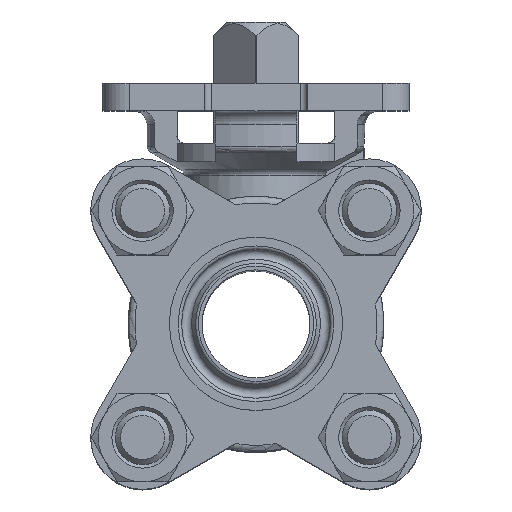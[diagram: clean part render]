
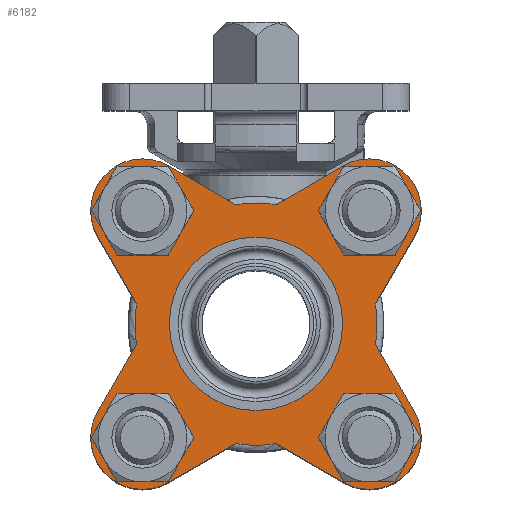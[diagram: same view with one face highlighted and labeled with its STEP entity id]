
A CAD part, top view. The second image highlights one B-rep face of the part: STEP entity #6182.
In plain terms, the highlighted planar face has unit normal (0, 0, 1).
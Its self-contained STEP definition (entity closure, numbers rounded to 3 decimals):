
#137=LINE('',#10620,#406);
#138=LINE('',#10624,#407);
#139=LINE('',#10625,#408);
#140=LINE('',#10629,#409);
#141=LINE('',#10630,#410);
#142=LINE('',#10634,#411);
#143=LINE('',#10635,#412);
#144=LINE('',#10639,#413);
#406=VECTOR('',#8002,1000.);
#407=VECTOR('',#8005,1000.);
#408=VECTOR('',#8006,1000.);
#409=VECTOR('',#8009,1000.);
#410=VECTOR('',#8010,1000.);
#411=VECTOR('',#8013,1000.);
#412=VECTOR('',#8014,1000.);
#413=VECTOR('',#8017,1000.);
#624=PLANE('',#6796);
#1740=ORIENTED_EDGE('',*,*,#3501,.F.);
#1741=ORIENTED_EDGE('',*,*,#3502,.F.);
#1742=ORIENTED_EDGE('',*,*,#3503,.F.);
#1743=ORIENTED_EDGE('',*,*,#3504,.F.);
#1744=ORIENTED_EDGE('',*,*,#3505,.F.);
#1745=ORIENTED_EDGE('',*,*,#3506,.T.);
#1746=ORIENTED_EDGE('',*,*,#3507,.T.);
#1747=ORIENTED_EDGE('',*,*,#3508,.T.);
#1748=ORIENTED_EDGE('',*,*,#3249,.F.);
#1749=ORIENTED_EDGE('',*,*,#3509,.T.);
#1750=ORIENTED_EDGE('',*,*,#3510,.T.);
#1751=ORIENTED_EDGE('',*,*,#3511,.T.);
#1752=ORIENTED_EDGE('',*,*,#3255,.F.);
#1753=ORIENTED_EDGE('',*,*,#3512,.T.);
#1754=ORIENTED_EDGE('',*,*,#3513,.T.);
#1755=ORIENTED_EDGE('',*,*,#3514,.T.);
#1756=ORIENTED_EDGE('',*,*,#3259,.F.);
#1757=ORIENTED_EDGE('',*,*,#3515,.T.);
#1758=ORIENTED_EDGE('',*,*,#3516,.T.);
#1759=ORIENTED_EDGE('',*,*,#3517,.T.);
#1760=ORIENTED_EDGE('',*,*,#3518,.T.);
#3249=EDGE_CURVE('',#4122,#4124,#4645,.T.);
#3255=EDGE_CURVE('',#4129,#4127,#4648,.T.);
#3259=EDGE_CURVE('',#4133,#4131,#4650,.T.);
#3501=EDGE_CURVE('',#4310,#4310,#4741,.T.);
#3502=EDGE_CURVE('',#4311,#4311,#4742,.T.);
#3503=EDGE_CURVE('',#4312,#4312,#4743,.T.);
#3504=EDGE_CURVE('',#4313,#4313,#4744,.T.);
#3505=EDGE_CURVE('',#4314,#4315,#4745,.T.);
#3506=EDGE_CURVE('',#4314,#4316,#137,.T.);
#3507=EDGE_CURVE('',#4316,#4317,#4746,.T.);
#3508=EDGE_CURVE('',#4317,#4124,#138,.T.);
#3509=EDGE_CURVE('',#4122,#4318,#139,.T.);
#3510=EDGE_CURVE('',#4318,#4319,#4747,.T.);
#3511=EDGE_CURVE('',#4319,#4127,#140,.T.);
#3512=EDGE_CURVE('',#4129,#4320,#141,.T.);
#3513=EDGE_CURVE('',#4320,#4321,#4748,.T.);
#3514=EDGE_CURVE('',#4321,#4131,#142,.T.);
#3515=EDGE_CURVE('',#4133,#4322,#143,.T.);
#3516=EDGE_CURVE('',#4322,#4323,#4749,.T.);
#3517=EDGE_CURVE('',#4323,#4315,#144,.T.);
#3518=EDGE_CURVE('',#4324,#4324,#4750,.T.);
#4122=VERTEX_POINT('',#9866);
#4124=VERTEX_POINT('',#9869);
#4127=VERTEX_POINT('',#9884);
#4129=VERTEX_POINT('',#9893);
#4131=VERTEX_POINT('',#9902);
#4133=VERTEX_POINT('',#9911);
#4310=VERTEX_POINT('',#10610);
#4311=VERTEX_POINT('',#10612);
#4312=VERTEX_POINT('',#10614);
#4313=VERTEX_POINT('',#10616);
#4314=VERTEX_POINT('',#10618);
#4315=VERTEX_POINT('',#10619);
#4316=VERTEX_POINT('',#10621);
#4317=VERTEX_POINT('',#10623);
#4318=VERTEX_POINT('',#10626);
#4319=VERTEX_POINT('',#10628);
#4320=VERTEX_POINT('',#10631);
#4321=VERTEX_POINT('',#10633);
#4322=VERTEX_POINT('',#10636);
#4323=VERTEX_POINT('',#10638);
#4324=VERTEX_POINT('',#10641);
#4645=CIRCLE('',#6651,17.75);
#4648=CIRCLE('',#6655,17.75);
#4650=CIRCLE('',#6658,17.75);
#4741=CIRCLE('',#6797,6.);
#4742=CIRCLE('',#6798,6.);
#4743=CIRCLE('',#6799,6.);
#4744=CIRCLE('',#6800,6.);
#4745=CIRCLE('',#6801,17.75);
#4746=CIRCLE('',#6802,7.6);
#4747=CIRCLE('',#6803,7.6);
#4748=CIRCLE('',#6804,7.6);
#4749=CIRCLE('',#6805,7.6);
#4750=CIRCLE('',#6806,11.8);
#5048=EDGE_LOOP('',(#1740));
#5049=EDGE_LOOP('',(#1741));
#5050=EDGE_LOOP('',(#1742));
#5051=EDGE_LOOP('',(#1743));
#5052=EDGE_LOOP('',(#1744,#1745,#1746,#1747,#1748,#1749,#1750,#1751,#1752,
#1753,#1754,#1755,#1756,#1757,#1758,#1759));
#5053=EDGE_LOOP('',(#1760));
#5585=FACE_BOUND('',#5048,.T.);
#5586=FACE_BOUND('',#5049,.T.);
#5587=FACE_BOUND('',#5050,.T.);
#5588=FACE_BOUND('',#5051,.T.);
#5589=FACE_BOUND('',#5052,.T.);
#5590=FACE_BOUND('',#5053,.T.);
#6182=ADVANCED_FACE('',(#5585,#5586,#5587,#5588,#5589,#5590),#624,.F.);
#6651=AXIS2_PLACEMENT_3D('',#9868,#7618,#7619);
#6655=AXIS2_PLACEMENT_3D('',#9894,#7626,#7627);
#6658=AXIS2_PLACEMENT_3D('',#9912,#7632,#7633);
#6796=AXIS2_PLACEMENT_3D('',#10608,#7990,#7991);
#6797=AXIS2_PLACEMENT_3D('',#10609,#7992,#7993);
#6798=AXIS2_PLACEMENT_3D('',#10611,#7994,#7995);
#6799=AXIS2_PLACEMENT_3D('',#10613,#7996,#7997);
#6800=AXIS2_PLACEMENT_3D('',#10615,#7998,#7999);
#6801=AXIS2_PLACEMENT_3D('',#10617,#8000,#8001);
#6802=AXIS2_PLACEMENT_3D('',#10622,#8003,#8004);
#6803=AXIS2_PLACEMENT_3D('',#10627,#8007,#8008);
#6804=AXIS2_PLACEMENT_3D('',#10632,#8011,#8012);
#6805=AXIS2_PLACEMENT_3D('',#10637,#8015,#8016);
#6806=AXIS2_PLACEMENT_3D('',#10640,#8018,#8019);
#7618=DIRECTION('',(0.,0.,-1.));
#7619=DIRECTION('',(-1.,0.,0.));
#7626=DIRECTION('',(0.,0.,-1.));
#7627=DIRECTION('',(-1.,0.,0.));
#7632=DIRECTION('',(0.,0.,-1.));
#7633=DIRECTION('',(-1.,0.,0.));
#7990=DIRECTION('',(0.,0.,-1.));
#7991=DIRECTION('',(-1.,0.,0.));
#7992=DIRECTION('',(0.,0.,1.));
#7993=DIRECTION('',(1.,0.,0.));
#7994=DIRECTION('',(0.,0.,1.));
#7995=DIRECTION('',(1.,0.,0.));
#7996=DIRECTION('',(0.,0.,1.));
#7997=DIRECTION('',(1.,0.,0.));
#7998=DIRECTION('',(0.,0.,1.));
#7999=DIRECTION('',(1.,0.,0.));
#8000=DIRECTION('',(0.,0.,-1.));
#8001=DIRECTION('',(-1.,0.,0.));
#8002=DIRECTION('',(-0.866,0.5,0.));
#8003=DIRECTION('',(0.,0.,1.));
#8004=DIRECTION('',(1.,0.,0.));
#8005=DIRECTION('',(0.5,-0.866,0.));
#8006=DIRECTION('',(-0.5,-0.866,0.));
#8007=DIRECTION('',(0.,0.,1.));
#8008=DIRECTION('',(1.,0.,0.));
#8009=DIRECTION('',(0.866,0.5,0.));
#8010=DIRECTION('',(0.866,-0.5,0.));
#8011=DIRECTION('',(0.,0.,1.));
#8012=DIRECTION('',(1.,0.,0.));
#8013=DIRECTION('',(-0.5,0.866,0.));
#8014=DIRECTION('',(0.5,0.866,0.));
#8015=DIRECTION('',(0.,0.,1.));
#8016=DIRECTION('',(1.,0.,0.));
#8017=DIRECTION('',(-0.866,-0.5,0.));
#8018=DIRECTION('',(0.,0.,-1.));
#8019=DIRECTION('',(-1.,0.,0.));
#9866=CARTESIAN_POINT('',(-17.503,-2.951,24.));
#9868=CARTESIAN_POINT('',(0.,0.,24.));
#9869=CARTESIAN_POINT('',(-17.503,2.951,24.));
#9884=CARTESIAN_POINT('',(-2.951,-17.503,24.));
#9893=CARTESIAN_POINT('',(2.951,-17.503,24.));
#9894=CARTESIAN_POINT('',(0.,0.,24.));
#9902=CARTESIAN_POINT('',(17.503,-2.951,24.));
#9911=CARTESIAN_POINT('',(17.503,2.951,24.));
#9912=CARTESIAN_POINT('',(0.,0.,24.));
#10608=CARTESIAN_POINT('',(0.,0.,24.));
#10609=CARTESIAN_POINT('',(16.617,-16.617,24.));
#10610=CARTESIAN_POINT('',(22.617,-16.617,24.));
#10611=CARTESIAN_POINT('',(-16.617,-16.617,24.));
#10612=CARTESIAN_POINT('',(-10.617,-16.617,24.));
#10613=CARTESIAN_POINT('',(-16.617,16.617,24.));
#10614=CARTESIAN_POINT('',(-10.617,16.617,24.));
#10615=CARTESIAN_POINT('',(16.617,16.617,24.));
#10616=CARTESIAN_POINT('',(22.617,16.617,24.));
#10617=CARTESIAN_POINT('',(0.,0.,24.));
#10618=CARTESIAN_POINT('',(-2.951,17.503,24.));
#10619=CARTESIAN_POINT('',(2.951,17.503,24.));
#10620=CARTESIAN_POINT('',(0.,15.799,24.));
#10621=CARTESIAN_POINT('',(-12.817,23.199,24.));
#10622=CARTESIAN_POINT('',(-16.617,16.617,24.));
#10623=CARTESIAN_POINT('',(-23.199,12.817,24.));
#10624=CARTESIAN_POINT('',(-23.199,12.817,24.));
#10625=CARTESIAN_POINT('',(-15.799,0.,24.));
#10626=CARTESIAN_POINT('',(-23.199,-12.817,24.));
#10627=CARTESIAN_POINT('',(-16.617,-16.617,24.));
#10628=CARTESIAN_POINT('',(-12.817,-23.199,24.));
#10629=CARTESIAN_POINT('',(-12.817,-23.199,24.));
#10630=CARTESIAN_POINT('',(0.,-15.799,24.));
#10631=CARTESIAN_POINT('',(12.817,-23.199,24.));
#10632=CARTESIAN_POINT('',(16.617,-16.617,24.));
#10633=CARTESIAN_POINT('',(23.199,-12.817,24.));
#10634=CARTESIAN_POINT('',(23.199,-12.817,24.));
#10635=CARTESIAN_POINT('',(15.799,0.,24.));
#10636=CARTESIAN_POINT('',(23.199,12.817,24.));
#10637=CARTESIAN_POINT('',(16.617,16.617,24.));
#10638=CARTESIAN_POINT('',(12.817,23.199,24.));
#10639=CARTESIAN_POINT('',(12.817,23.199,24.));
#10640=CARTESIAN_POINT('',(0.,0.,24.));
#10641=CARTESIAN_POINT('',(-11.8,0.,24.));
